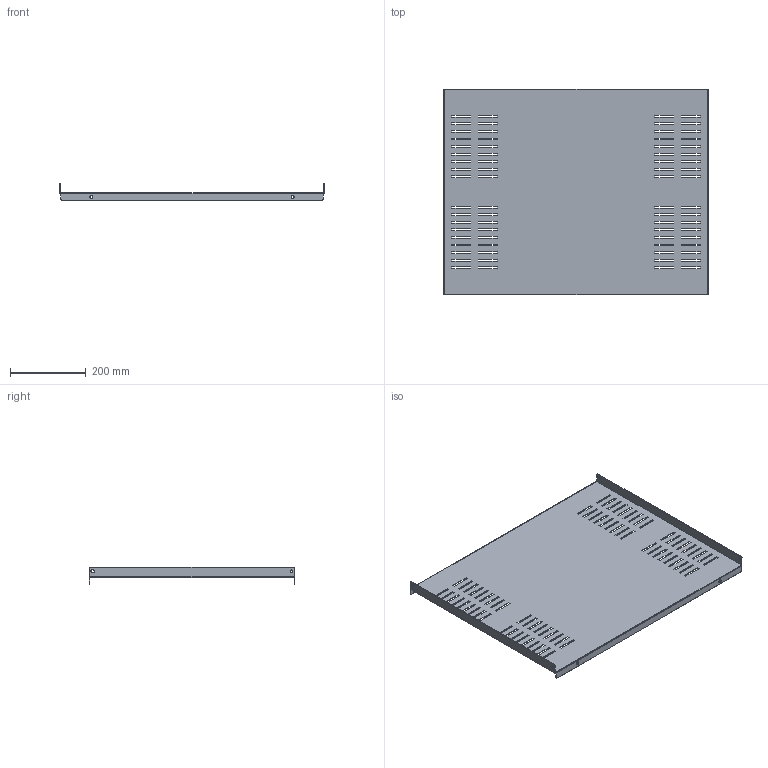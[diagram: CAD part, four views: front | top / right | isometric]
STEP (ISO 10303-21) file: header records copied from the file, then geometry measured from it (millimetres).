
FILE_DESCRIPTION (( 'STEP AP203' ), '1' );
FILE_NAME ('QB09C403.step', '2011-02-18T06:51:15', ( 'User' ), ( 'DKC' ), 'SwSTEP 2.0', 'SolidWorks 2010', '' );
FILE_SCHEMA (( 'CONFIG_CONTROL_DESIGN' ));
Length unit declared in the file: millimetre
Products named in the file (1): QB09C403
Bounding box: 699 x 544 x 45 mm (x, y, z)
Volume: 620527.5 mm3; surface area: 843515.4 mm2
Topology: 1 solids, 1 shells, 358 faces, 1036 edges, 680 vertices
Faces by surface type: plane 326, cylinder 32
Entity records: 11945 total; most frequent: CARTESIAN_POINT 2075, ORIENTED_EDGE 2072, DIRECTION 1818, EDGE_CURVE 1036, VECTOR 972, LINE 972, VERTEX_POINT 680, EDGE_LOOP 518
